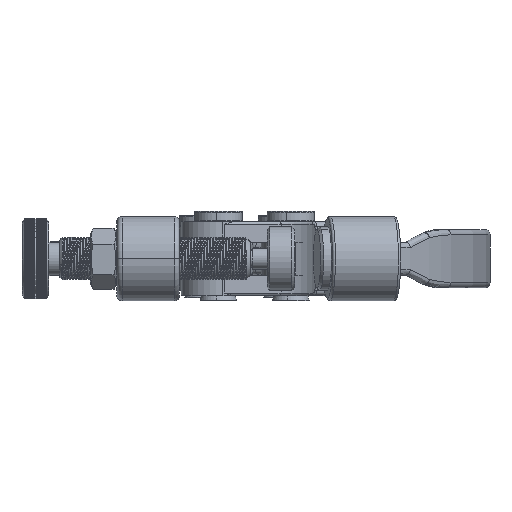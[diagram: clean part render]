
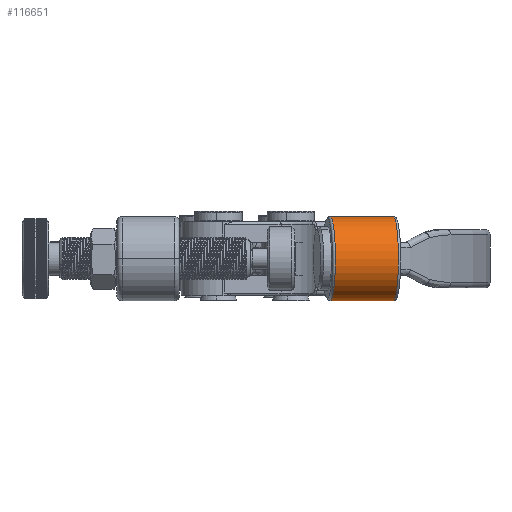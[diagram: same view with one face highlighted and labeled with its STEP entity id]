
A CAD part, left-side view. The second image highlights one B-rep face of the part: STEP entity #116651.
In plain terms, the highlighted cylindrical face has radius 8 mm (diameter 16 mm), a partial arc.
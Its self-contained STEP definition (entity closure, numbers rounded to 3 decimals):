
#2817 = VERTEX_POINT ( 'NONE', #94307 ) ;
#6138 = DIRECTION ( 'NONE',  ( 0., 0., -1. ) ) ;
#9149 = DIRECTION ( 'NONE',  ( 0., -1., 0. ) ) ;
#13207 = EDGE_CURVE ( 'NONE', #47062, #89298, #78131, .T. ) ;
#16711 = DIRECTION ( 'NONE',  ( 0., 1., 0. ) ) ;
#17625 = CARTESIAN_POINT ( 'NONE',  ( 252.426, 53.358, 15. ) ) ;
#26754 = DIRECTION ( 'NONE',  ( 0., -1., 0. ) ) ;
#27149 = EDGE_CURVE ( 'NONE', #89298, #58225, #72070, .T. ) ;
#29771 = EDGE_CURVE ( 'NONE', #2817, #58225, #61817, .T. ) ;
#37154 = DIRECTION ( 'NONE',  ( 0., 0., -1. ) ) ;
#47062 = VERTEX_POINT ( 'NONE', #70125 ) ;
#47540 = CARTESIAN_POINT ( 'NONE',  ( 252.426, 53.358, 7. ) ) ;
#52213 = EDGE_LOOP ( 'NONE', ( #131503, #86836, #61865, #131830 ) ) ;
#58225 = VERTEX_POINT ( 'NONE', #66332 ) ;
#58464 = CIRCLE ( 'NONE', #67878, 8. ) ;
#61817 = LINE ( 'NONE', #17625, #110250 ) ;
#61865 = ORIENTED_EDGE ( 'NONE', *, *, #13207, .T. ) ;
#66332 = CARTESIAN_POINT ( 'NONE',  ( 252.426, 40.858, 15. ) ) ;
#67224 = AXIS2_PLACEMENT_3D ( 'NONE', #78661, #16711, #88975 ) ;
#67878 = AXIS2_PLACEMENT_3D ( 'NONE', #129889, #68054, #6138 ) ;
#68054 = DIRECTION ( 'NONE',  ( 0., -1., 0. ) ) ;
#68720 = EDGE_CURVE ( 'NONE', #2817, #47062, #58464, .T. ) ;
#70125 = CARTESIAN_POINT ( 'NONE',  ( 252.426, 52.858, -1. ) ) ;
#72070 = CIRCLE ( 'NONE', #67224, 8. ) ;
#78131 = LINE ( 'NONE', #91371, #129797 ) ;
#78661 = CARTESIAN_POINT ( 'NONE',  ( 252.426, 40.858, 7. ) ) ;
#86836 = ORIENTED_EDGE ( 'NONE', *, *, #68720, .T. ) ;
#87398 = FACE_OUTER_BOUND ( 'NONE', #52213, .T. ) ;
#88975 = DIRECTION ( 'NONE',  ( 0., 0., -1. ) ) ;
#89298 = VERTEX_POINT ( 'NONE', #131326 ) ;
#91371 = CARTESIAN_POINT ( 'NONE',  ( 252.426, 53.358, -1. ) ) ;
#94307 = CARTESIAN_POINT ( 'NONE',  ( 252.426, 52.858, 15. ) ) ;
#100298 = DIRECTION ( 'NONE',  ( 0., -1., 0. ) ) ;
#104199 = AXIS2_PLACEMENT_3D ( 'NONE', #47540, #26754, #37154 ) ;
#110250 = VECTOR ( 'NONE', #100298, 1000. ) ;
#111603 = CYLINDRICAL_SURFACE ( 'NONE', #104199, 8. ) ;
#116651 = ADVANCED_FACE ( 'NONE', ( #87398 ), #111603, .T. ) ;
#129797 = VECTOR ( 'NONE', #9149, 1000. ) ;
#129889 = CARTESIAN_POINT ( 'NONE',  ( 252.426, 52.858, 7. ) ) ;
#131326 = CARTESIAN_POINT ( 'NONE',  ( 252.426, 40.858, -1. ) ) ;
#131503 = ORIENTED_EDGE ( 'NONE', *, *, #29771, .F. ) ;
#131830 = ORIENTED_EDGE ( 'NONE', *, *, #27149, .T. ) ;
